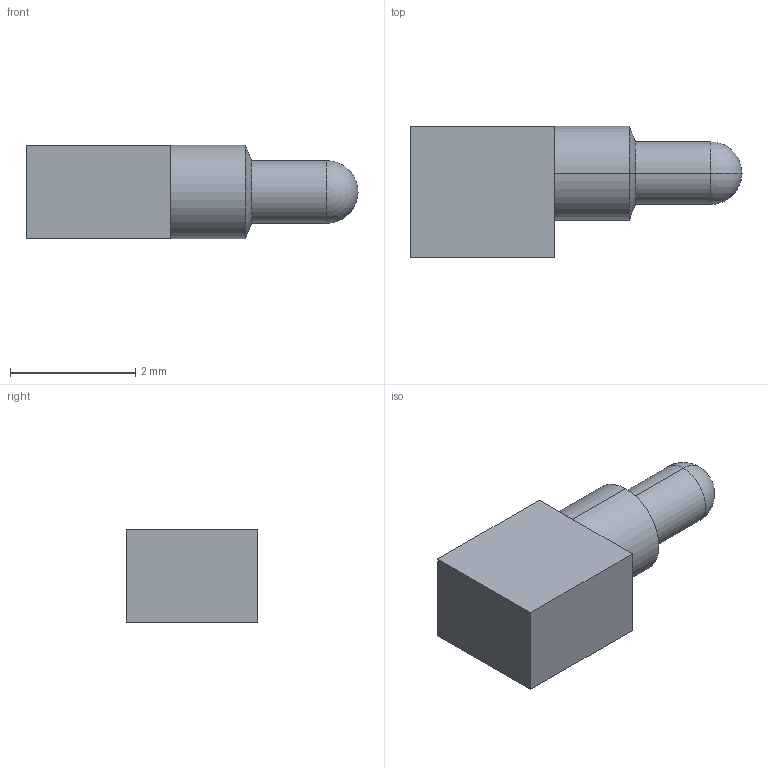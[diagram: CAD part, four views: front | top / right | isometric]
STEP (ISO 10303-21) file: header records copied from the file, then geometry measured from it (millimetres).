
FILE_DESCRIPTION (( 'STEP AP214' ), '1' );
FILE_NAME ('UEBK-12549.STEP', '2023-04-24T17:27:40', ( '' ), ( '' ), 'SwSTEP 2.0', 'SolidWorks 2022', '' );
FILE_SCHEMA (( 'AUTOMOTIVE_DESIGN' ));
Length unit declared in the file: millimetre
Products named in the file (1): UEBK-12549
Bounding box: 5.3 x 2.1 x 1.5 mm (x, y, z)
Volume: 10.7 mm3; surface area: 33.1 mm2
Topology: 1 solids, 1 shells, 16 faces, 36 edges, 20 vertices
Faces by surface type: plane 8, cylinder 4, sphere 2, cone 2
Entity records: 441 total; most frequent: DIRECTION 77, CARTESIAN_POINT 67, ORIENTED_EDGE 64, EDGE_CURVE 32, AXIS2_PLACEMENT_3D 28, LINE 21, VECTOR 21, VERTEX_POINT 18
